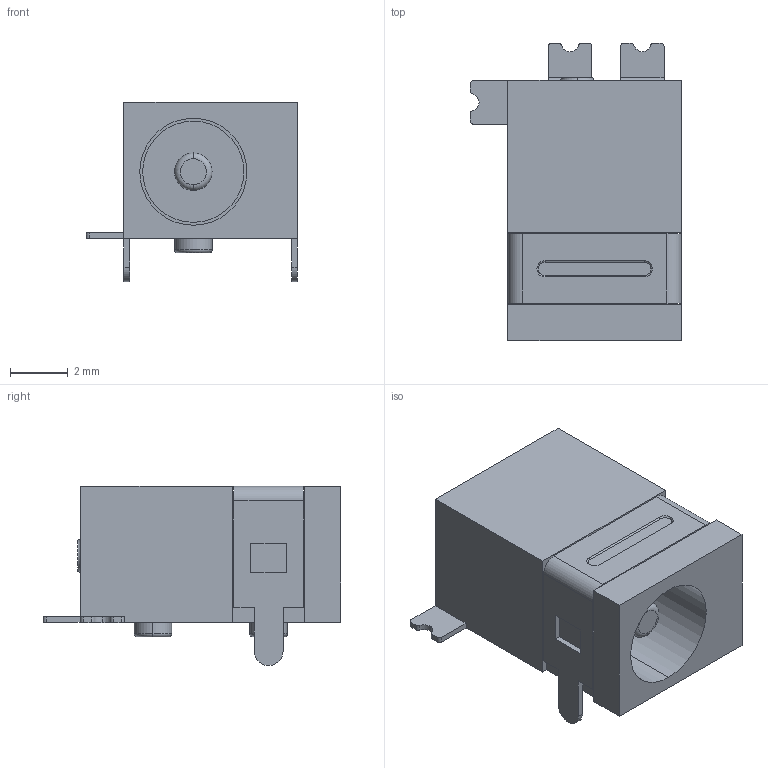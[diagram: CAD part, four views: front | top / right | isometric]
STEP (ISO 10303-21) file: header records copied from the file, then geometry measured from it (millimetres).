
FILE_DESCRIPTION (( 'STEP AP214' ), '1' );
FILE_NAME ('DC-IN-SMD_DC-045A-13A.step', '2022-06-21T13:38:40', ( '' ), ( '' ), 'SwSTEP 2.0', 'SolidWorks 2020', '' );
FILE_SCHEMA (( 'AUTOMOTIVE_DESIGN' ));
Length unit declared in the file: millimetre
Products named in the file (1): DC-IN-SMD_DC-045A-13A
Bounding box: 7.31 x 10.3 x 6.2 mm (x, y, z)
Volume: 201 mm3; surface area: 459.3 mm2
Topology: 4 solids, 4 shells, 459 faces, 1238 edges, 820 vertices
Faces by surface type: plane 283, bspline 112, cylinder 51, torus 13
Entity records: 20570 total; most frequent: CARTESIAN_POINT 4622, ORIENTED_EDGE 2476, DIRECTION 1837, EDGE_CURVE 1238, LINE 879, VECTOR 879, VERTEX_POINT 820, EDGE_LOOP 496
